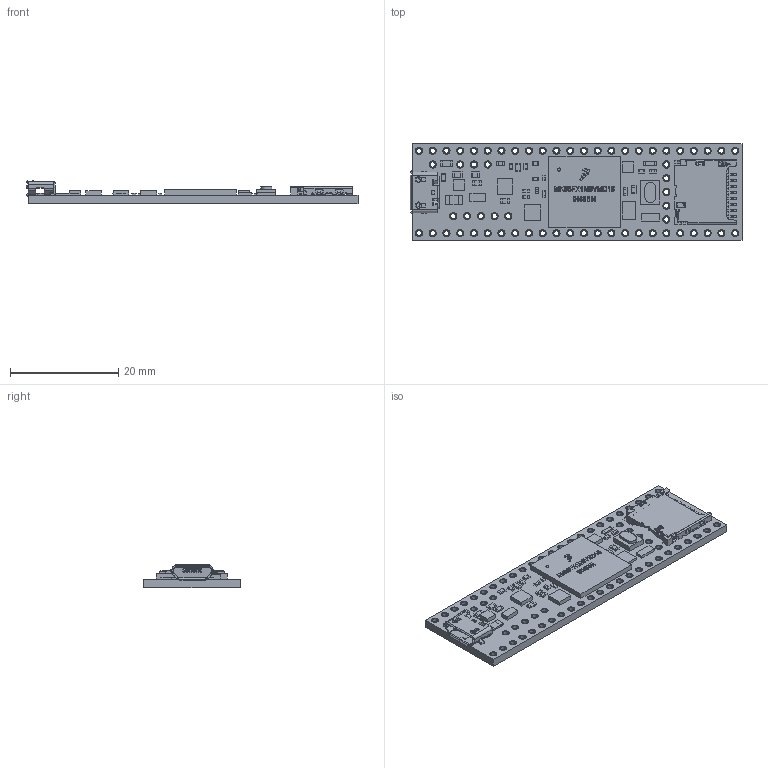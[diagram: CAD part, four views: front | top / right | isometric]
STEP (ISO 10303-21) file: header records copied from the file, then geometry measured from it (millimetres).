
FILE_DESCRIPTION (( 'STEP AP214' ), '1' );
FILE_NAME ('Teensy 3_6.STEP', '2017-04-02T11:30:17', ( '' ), ( '' ), 'SwSTEP 2.0', 'SolidWorks 2015', '' );
FILE_SCHEMA (( 'AUTOMOTIVE_DESIGN' ));
Length unit declared in the file: millimetre
Products named in the file (7): DM3D-SF; Teensy 3_5; Teensy 3_6; 473460001
Assembly tree (3 placements, depth 2):
  DM3D-SF
  Teensy 3_5
  Teensy 3_6
    Teensy 3_5
    DM3D-SF
    473460001
  473460001
Bounding box: 61.35 x 17.78 x 4.27 mm (x, y, z)
Volume: 1858.2 mm3; surface area: 4099.8 mm2
Topology: 74 solids, 108 shells, 2792 faces, 7227 edges, 4774 vertices
Faces by surface type: plane 1814, cylinder 860, bspline 114, sphere 4
Entity records: 119312 total; most frequent: CARTESIAN_POINT 22541, ORIENTED_EDGE 14230, DIRECTION 13445, EDGE_CURVE 7227, LINE 5233, VECTOR 5233, VERTEX_POINT 4774, AXIS2_PLACEMENT_3D 4106
